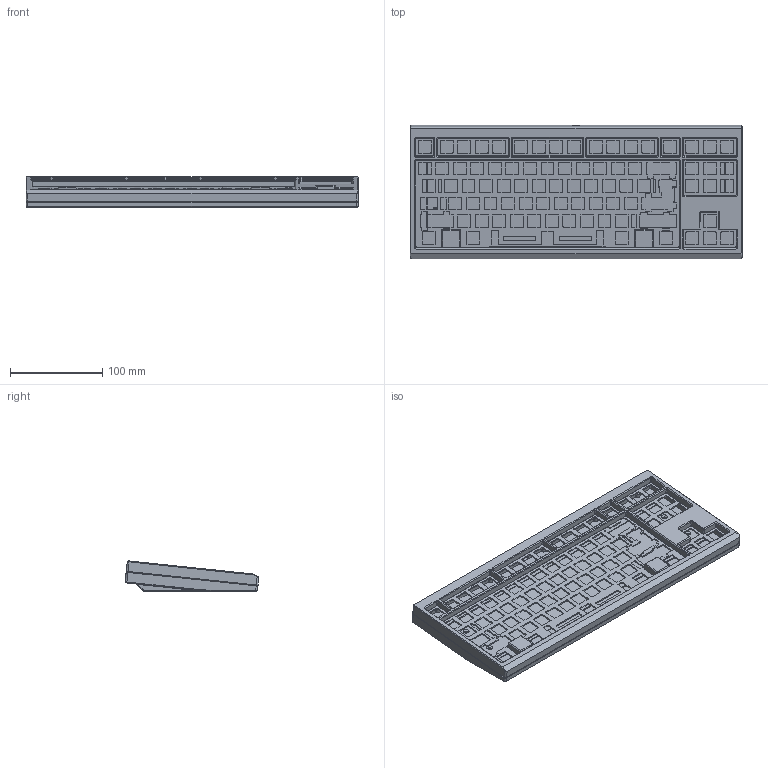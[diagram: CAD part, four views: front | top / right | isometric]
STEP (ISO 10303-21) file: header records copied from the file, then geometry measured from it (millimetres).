
FILE_DESCRIPTION(/* description */ (''),/* implementation_level */ '2;1');
FILE_NAME(/* name */ 'Ashley TKL.step',/* time_stamp */ '2023-09-22T00:32:55-07:00',/* author */ (''),/* organization */ (''),/* preprocessor_version */ 'ST-DEVELOPER v20',/* originating_system */ 'Autodesk Translation Framework v12.14.0.127',/* authorisation */ '');
FILE_SCHEMA (('AUTOMOTIVE_DESIGN { 1 0 10303 214 3 1 1 }'));
Products named in the file (1): Ashley TKL
Bounding box: 360.51 x 145.21 x 32.84 mm (x, y, z)
Volume: 621853.5 mm3; surface area: 273050.3 mm2
Topology: 7 solids, 7 shells, 1865 faces, 5217 edges, 3378 vertices
Faces by surface type: plane 890, cylinder 769, cone 158, bspline 48
Full cylindrical faces by diameter (mm): 1.623 x10, 2.075 x12, 2.5 x4, 2.529 x6, 2.7 x8, 3 x4, 4.7 x8
Entity records: 62078 total; most frequent: CARTESIAN_POINT 12580, DIRECTION 10381, ORIENTED_EDGE 10366, EDGE_CURVE 5183, AXIS2_PLACEMENT_3D 3495, LINE 3391, VECTOR 3391, VERTEX_POINT 3378
